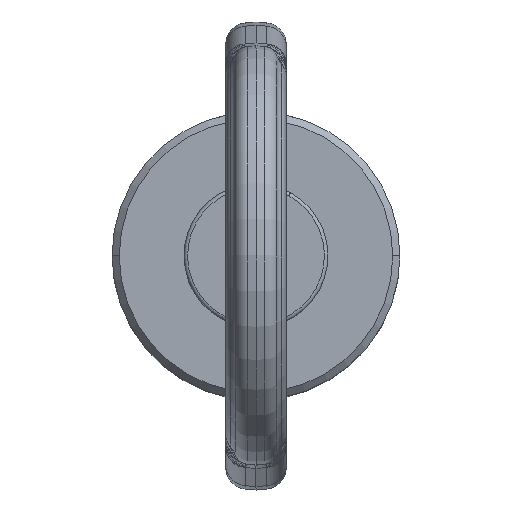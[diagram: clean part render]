
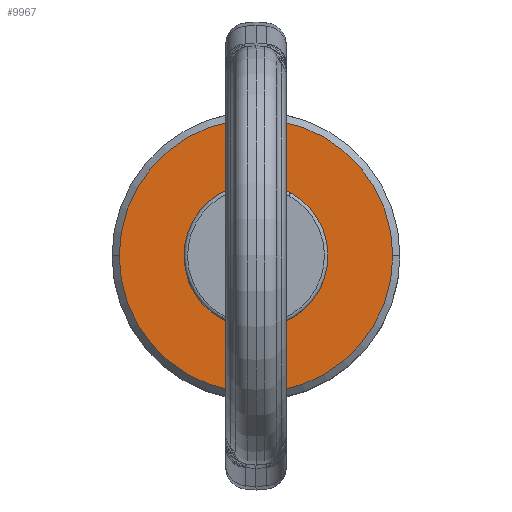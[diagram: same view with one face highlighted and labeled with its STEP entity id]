
A CAD part, top view. The second image highlights one B-rep face of the part: STEP entity #9967.
In plain terms, the highlighted planar face has unit normal (0, 0, 1).
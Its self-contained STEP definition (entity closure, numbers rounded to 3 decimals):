
#9890=CARTESIAN_POINT('Axis2P3D Location',(0.,0.,25.)) ;
#9895=CARTESIAN_POINT('Axis2P3D Location',(0.,0.,25.)) ;
#9899=CARTESIAN_POINT('Vertex',(-19.,0.,25.)) ;
#9901=CARTESIAN_POINT('Vertex',(19.,0.,25.)) ;
#9904=CARTESIAN_POINT('Axis2P3D Location',(0.,0.,25.)) ;
#9914=CARTESIAN_POINT('Control Point',(2.397,4.388,25.)) ;
#9915=CARTESIAN_POINT('Control Point',(2.914,4.105,25.)) ;
#9916=CARTESIAN_POINT('Control Point',(3.39,3.747,25.)) ;
#9917=CARTESIAN_POINT('Control Point',(3.809,3.32,25.)) ;
#9918=CARTESIAN_POINT('Control Point',(4.465,2.416,25.)) ;
#9919=CARTESIAN_POINT('Control Point',(4.85,1.37,25.)) ;
#9920=CARTESIAN_POINT('Control Point',(4.966,0.862,25.)) ;
#9921=CARTESIAN_POINT('Control Point',(5.071,-0.248,25.)) ;
#9922=CARTESIAN_POINT('Control Point',(4.87,-1.348,25.)) ;
#9923=CARTESIAN_POINT('Control Point',(4.676,-1.914,25.)) ;
#9924=CARTESIAN_POINT('Control Point',(4.162,-2.907,25.)) ;
#9925=CARTESIAN_POINT('Control Point',(3.4,-3.721,25.)) ;
#9926=CARTESIAN_POINT('Control Point',(2.997,-4.052,25.)) ;
#9927=CARTESIAN_POINT('Control Point',(2.052,-4.644,25.)) ;
#9928=CARTESIAN_POINT('Control Point',(0.979,-4.957,25.)) ;
#9929=CARTESIAN_POINT('Control Point',(0.386,-5.038,25.)) ;
#9930=CARTESIAN_POINT('Control Point',(-0.555,-5.026,25.)) ;
#9931=CARTESIAN_POINT('Control Point',(-1.461,-4.8,25.)) ;
#9932=CARTESIAN_POINT('Control Point',(-1.785,-4.689,25.)) ;
#9933=CARTESIAN_POINT('Control Point',(-2.098,-4.551,25.)) ;
#9934=CARTESIAN_POINT('Control Point',(-2.397,-4.388,25.)) ;
#9935=CARTESIAN_POINT('Vertex',(-2.397,-4.388,25.)) ;
#9937=CARTESIAN_POINT('Vertex',(2.397,4.388,25.)) ;
#9941=CARTESIAN_POINT('Control Point',(-2.397,-4.388,25.)) ;
#9942=CARTESIAN_POINT('Control Point',(-2.914,-4.105,25.)) ;
#9943=CARTESIAN_POINT('Control Point',(-3.39,-3.747,25.)) ;
#9944=CARTESIAN_POINT('Control Point',(-3.809,-3.32,25.)) ;
#9945=CARTESIAN_POINT('Control Point',(-4.465,-2.416,25.)) ;
#9946=CARTESIAN_POINT('Control Point',(-4.85,-1.37,25.)) ;
#9947=CARTESIAN_POINT('Control Point',(-4.966,-0.862,25.)) ;
#9948=CARTESIAN_POINT('Control Point',(-5.071,0.248,25.)) ;
#9949=CARTESIAN_POINT('Control Point',(-4.87,1.348,25.)) ;
#9950=CARTESIAN_POINT('Control Point',(-4.676,1.914,25.)) ;
#9951=CARTESIAN_POINT('Control Point',(-4.162,2.907,25.)) ;
#9952=CARTESIAN_POINT('Control Point',(-3.4,3.721,25.)) ;
#9953=CARTESIAN_POINT('Control Point',(-2.997,4.052,25.)) ;
#9954=CARTESIAN_POINT('Control Point',(-2.052,4.644,25.)) ;
#9955=CARTESIAN_POINT('Control Point',(-0.979,4.957,25.)) ;
#9956=CARTESIAN_POINT('Control Point',(-0.386,5.038,25.)) ;
#9957=CARTESIAN_POINT('Control Point',(0.555,5.026,25.)) ;
#9958=CARTESIAN_POINT('Control Point',(1.461,4.8,25.)) ;
#9959=CARTESIAN_POINT('Control Point',(1.785,4.689,25.)) ;
#9960=CARTESIAN_POINT('Control Point',(2.098,4.551,25.)) ;
#9961=CARTESIAN_POINT('Control Point',(2.397,4.388,25.)) ;
#9891=DIRECTION('Axis2P3D Direction',(0.,0.,1.)) ;
#9892=DIRECTION('Axis2P3D XDirection',(1.,0.,0.)) ;
#9896=DIRECTION('Axis2P3D Direction',(0.,0.,1.)) ;
#9905=DIRECTION('Axis2P3D Direction',(0.,0.,1.)) ;
#9893=AXIS2_PLACEMENT_3D('Plane Axis2P3D',#9890,#9891,#9892) ;
#9897=AXIS2_PLACEMENT_3D('Circle Axis2P3D',#9895,#9896,$) ;
#9906=AXIS2_PLACEMENT_3D('Circle Axis2P3D',#9904,#9905,$) ;
#9910=ORIENTED_EDGE('',*,*,#9903,.T.) ;
#9911=ORIENTED_EDGE('',*,*,#9908,.T.) ;
#9964=ORIENTED_EDGE('',*,*,#9939,.F.) ;
#9965=ORIENTED_EDGE('',*,*,#9962,.F.) ;
#9966=FACE_BOUND('',#9963,.T.) ;
#9967=ADVANCED_FACE('\X2\672C9AD4\X0\.2',(#9912,#9966),#9894,.T.) ;
#9913=B_SPLINE_CURVE_WITH_KNOTS('',5,(#9914,#9915,#9916,#9917,#9918,#9919,#9920,#9921,#9922,#9923,#9924,#9925,#9926,#9927,#9928,#9929,#9930,#9931,#9932,#9933,#9934),.UNSPECIFIED.,.F.,.U.,(6,3,3,3,3,3,6),(0.,4.166,7.815,11.986,15.634,19.805,22.214),.UNSPECIFIED.) ;
#9940=B_SPLINE_CURVE_WITH_KNOTS('',5,(#9941,#9942,#9943,#9944,#9945,#9946,#9947,#9948,#9949,#9950,#9951,#9952,#9953,#9954,#9955,#9956,#9957,#9958,#9959,#9960,#9961),.UNSPECIFIED.,.F.,.U.,(6,3,3,3,3,3,6),(0.,4.166,7.815,11.986,15.634,19.805,22.214),.UNSPECIFIED.) ;
#9898=CIRCLE('generated circle',#9897,19.) ;
#9907=CIRCLE('generated circle',#9906,19.) ;
#9903=EDGE_CURVE('',#9900,#9902,#9898,.T.) ;
#9908=EDGE_CURVE('',#9902,#9900,#9907,.T.) ;
#9939=EDGE_CURVE('',#9936,#9938,#9913,.F.) ;
#9962=EDGE_CURVE('',#9938,#9936,#9940,.F.) ;
#9909=EDGE_LOOP('',(#9910,#9911)) ;
#9963=EDGE_LOOP('',(#9964,#9965)) ;
#9912=FACE_OUTER_BOUND('',#9909,.T.) ;
#9894=PLANE('',#9893) ;
#9900=VERTEX_POINT('',#9899) ;
#9902=VERTEX_POINT('',#9901) ;
#9936=VERTEX_POINT('',#9935) ;
#9938=VERTEX_POINT('',#9937) ;
